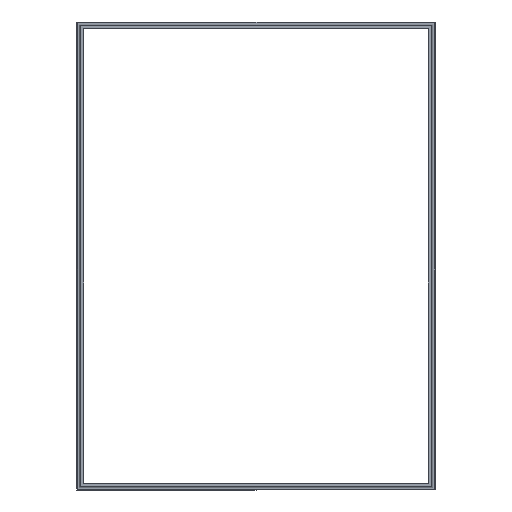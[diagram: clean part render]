
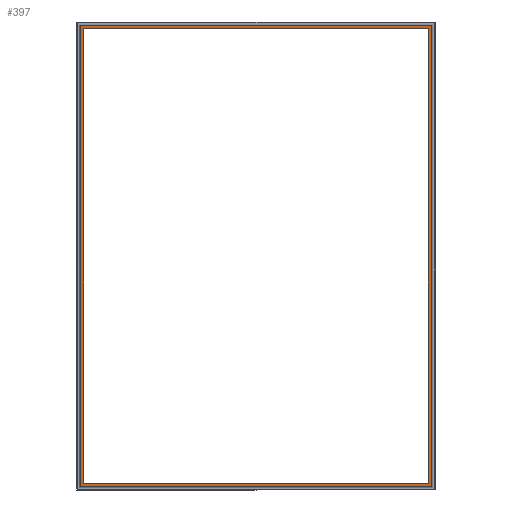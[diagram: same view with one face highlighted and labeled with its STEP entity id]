
A CAD part, top view. The second image highlights one B-rep face of the part: STEP entity #397.
In plain terms, the highlighted planar face has unit normal (0, 0, 1).
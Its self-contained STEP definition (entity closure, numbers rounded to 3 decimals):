
#2 = VECTOR ( 'NONE', #314, 1000. ) ;
#4 = VECTOR ( 'NONE', #454, 1000. ) ;
#11 = VECTOR ( 'NONE', #41, 1000. ) ;
#13 = EDGE_LOOP ( 'NONE', ( #331, #63, #28, #293 ) ) ;
#16 = VERTEX_POINT ( 'NONE', #111 ) ;
#17 = LINE ( 'NONE', #420, #2 ) ;
#18 = EDGE_CURVE ( 'NONE', #474, #16, #266, .T. ) ;
#25 = LINE ( 'NONE', #102, #246 ) ;
#28 = ORIENTED_EDGE ( 'NONE', *, *, #182, .F. ) ;
#41 = DIRECTION ( 'NONE',  ( -1., 0., 0. ) ) ;
#50 = EDGE_CURVE ( 'NONE', #197, #380, #193, .T. ) ;
#63 = ORIENTED_EDGE ( 'NONE', *, *, #18, .F. ) ;
#64 = PLANE ( 'NONE',  #426 ) ;
#67 = CARTESIAN_POINT ( 'NONE',  ( 592.621, 784.22, -12. ) ) ;
#68 = ORIENTED_EDGE ( 'NONE', *, *, #237, .T. ) ;
#69 = CARTESIAN_POINT ( 'NONE',  ( 604.22, 21.287, -12. ) ) ;
#72 = DIRECTION ( 'NONE',  ( -1., 0., 0. ) ) ;
#75 = CARTESIAN_POINT ( 'NONE',  ( 604.22, 27.379, -12. ) ) ;
#89 = VECTOR ( 'NONE', #72, 1000. ) ;
#91 = VERTEX_POINT ( 'NONE', #260 ) ;
#96 = VECTOR ( 'NONE', #296, 1000. ) ;
#99 = EDGE_CURVE ( 'NONE', #16, #428, #110, .T. ) ;
#102 = CARTESIAN_POINT ( 'NONE',  ( 27.379, 15.78, -12. ) ) ;
#110 = LINE ( 'NONE', #336, #4 ) ;
#111 = CARTESIAN_POINT ( 'NONE',  ( 21.287, 21.287, -12. ) ) ;
#137 = LINE ( 'NONE', #67, #96 ) ;
#156 = CARTESIAN_POINT ( 'NONE',  ( 592.621, 27.379, -12. ) ) ;
#159 = CARTESIAN_POINT ( 'NONE',  ( 15.78, 772.621, -12. ) ) ;
#163 = ORIENTED_EDGE ( 'NONE', *, *, #50, .T. ) ;
#168 = LINE ( 'NONE', #199, #388 ) ;
#169 = VERTEX_POINT ( 'NONE', #461 ) ;
#180 = FACE_OUTER_BOUND ( 'NONE', #13, .T. ) ;
#182 = EDGE_CURVE ( 'NONE', #169, #474, #17, .T. ) ;
#193 = LINE ( 'NONE', #75, #11 ) ;
#197 = VERTEX_POINT ( 'NONE', #156 ) ;
#199 = CARTESIAN_POINT ( 'NONE',  ( 15.78, 778.713, -12. ) ) ;
#200 = ORIENTED_EDGE ( 'NONE', *, *, #391, .T. ) ;
#201 = VECTOR ( 'NONE', #390, 1000. ) ;
#203 = DIRECTION ( 'NONE',  ( 1., 0., 0. ) ) ;
#234 = EDGE_CURVE ( 'NONE', #428, #169, #168, .T. ) ;
#237 = EDGE_CURVE ( 'NONE', #91, #472, #348, .T. ) ;
#246 = VECTOR ( 'NONE', #324, 1000. ) ;
#255 = ORIENTED_EDGE ( 'NONE', *, *, #347, .T. ) ;
#256 = CARTESIAN_POINT ( 'NONE',  ( 27.379, 15.78, -12. ) ) ;
#260 = CARTESIAN_POINT ( 'NONE',  ( 27.379, 772.621, -12. ) ) ;
#266 = LINE ( 'NONE', #69, #89 ) ;
#267 = CARTESIAN_POINT ( 'NONE',  ( 21.287, 778.713, -12. ) ) ;
#293 = ORIENTED_EDGE ( 'NONE', *, *, #234, .F. ) ;
#296 = DIRECTION ( 'NONE',  ( 0., -1., 0. ) ) ;
#314 = DIRECTION ( 'NONE',  ( 0., -1., 0. ) ) ;
#324 = DIRECTION ( 'NONE',  ( 0., 1., 0. ) ) ;
#331 = ORIENTED_EDGE ( 'NONE', *, *, #99, .F. ) ;
#336 = CARTESIAN_POINT ( 'NONE',  ( 21.287, 15.78, -12. ) ) ;
#347 = EDGE_CURVE ( 'NONE', #472, #197, #137, .T. ) ;
#348 = LINE ( 'NONE', #159, #201 ) ;
#350 = DIRECTION ( 'NONE',  ( 0., 0., -1. ) ) ;
#357 = CARTESIAN_POINT ( 'NONE',  ( 27.379, 27.379, -12. ) ) ;
#365 = CARTESIAN_POINT ( 'NONE',  ( 592.621, 772.621, -12. ) ) ;
#380 = VERTEX_POINT ( 'NONE', #357 ) ;
#388 = VECTOR ( 'NONE', #203, 1000. ) ;
#390 = DIRECTION ( 'NONE',  ( 1., 0., 0. ) ) ;
#391 = EDGE_CURVE ( 'NONE', #380, #91, #25, .T. ) ;
#397 = ADVANCED_FACE ( 'NONE', ( #469, #180 ), #64, .F. ) ;
#420 = CARTESIAN_POINT ( 'NONE',  ( 598.713, 784.22, -12. ) ) ;
#426 = AXIS2_PLACEMENT_3D ( 'NONE', #256, #350, #451 ) ;
#428 = VERTEX_POINT ( 'NONE', #267 ) ;
#451 = DIRECTION ( 'NONE',  ( -1., 0., 0. ) ) ;
#454 = DIRECTION ( 'NONE',  ( 0., 1., 0. ) ) ;
#461 = CARTESIAN_POINT ( 'NONE',  ( 598.713, 778.713, -12. ) ) ;
#469 = FACE_BOUND ( 'NONE', #475, .T. ) ;
#472 = VERTEX_POINT ( 'NONE', #365 ) ;
#474 = VERTEX_POINT ( 'NONE', #479 ) ;
#475 = EDGE_LOOP ( 'NONE', ( #255, #163, #200, #68 ) ) ;
#479 = CARTESIAN_POINT ( 'NONE',  ( 598.713, 21.287, -12. ) ) ;
